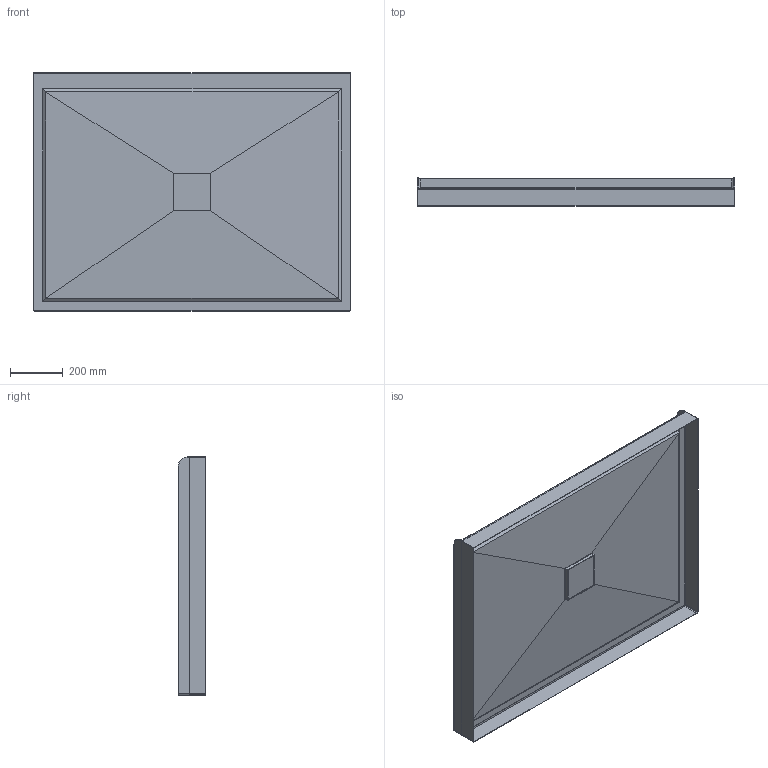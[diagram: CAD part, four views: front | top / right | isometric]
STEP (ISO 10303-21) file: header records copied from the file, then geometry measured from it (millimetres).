
FILE_DESCRIPTION (( 'STEP AP203' ), '1' );
FILE_NAME ('12090-3.STEP', '2025-06-03T03:39:33', ( '' ), ( '' ), 'SwSTEP 2.0', 'SolidWorks 2025', '' );
FILE_SCHEMA (( 'CONFIG_CONTROL_DESIGN' ));
Length unit declared in the file: millimetre
Products named in the file (1): 12090-3
Bounding box: 1200 x 105 x 900 mm (x, y, z)
Surface area: 2092397.2 mm2 (no closed solid volume)
Topology: 0 solids, 4 shells, 125 faces, 307 edges, 192 vertices
Faces by surface type: plane 66, cylinder 39, torus 16, bspline 4
Entity records: 3881 total; most frequent: CARTESIAN_POINT 867, DIRECTION 615, ORIENTED_EDGE 598, EDGE_CURVE 307, AXIS2_PLACEMENT_3D 208, LINE 199, VECTOR 199, VERTEX_POINT 192
